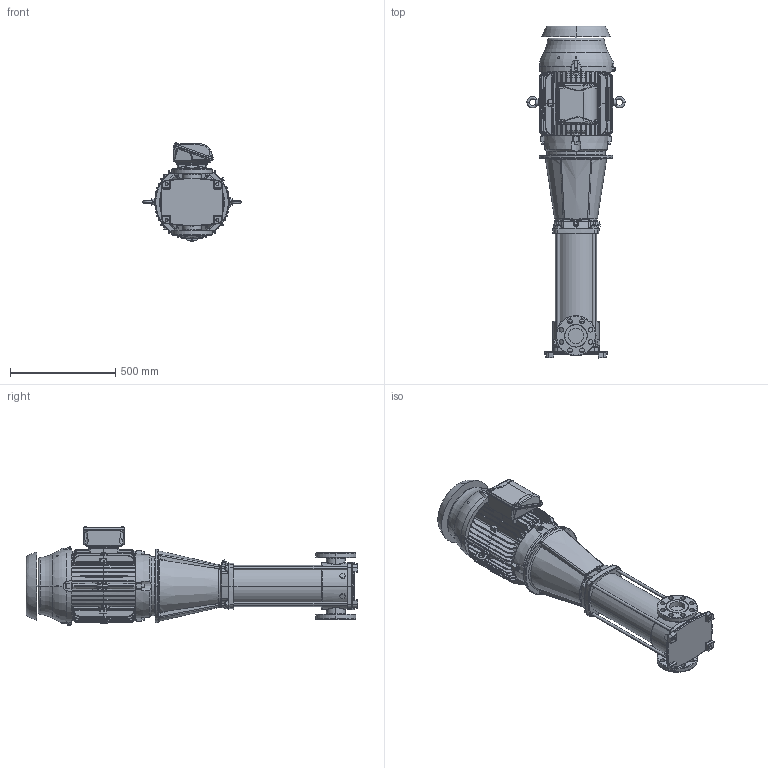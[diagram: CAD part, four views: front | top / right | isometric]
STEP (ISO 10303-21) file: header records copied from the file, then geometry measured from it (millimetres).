
FILE_DESCRIPTION (( 'STEP AP203' ), '1' );
FILE_NAME ('3303102 - MVI-160-6_2-25 HP-284TSC-304-E-230_460~3.step', '2022-03-30T18:55:51', ( '' ), ( '' ), 'SwSTEP 2.0', 'SolidWorks 2021', '' );
FILE_SCHEMA (( 'CONFIG_CONTROL_DESIGN' ));
Length unit declared in the file: inch
Products named in the file (5): sbi_n_32-6-2_flange(NEMA); TEFC MOTOR_2704070 - NEMA V2 25HP 284_6TSC 230_460~3 TEFC; MVI PEO - [304-EPDM]_3304102 - MVI-160-6_2-25 HP-284TSC-304-E-S; 2704070 - NEMA V2 25HP 284_6TSC 230_460~3 TEFC; 3303102 - MVI-160-6_2-25 HP-284TSC-304-E-230_460~3
Assembly tree (4 placements, depth 3):
  3303102 - MVI-160-6_2-25 HP-284TSC-304-E-230_460~3
    MVI PEO - [304-EPDM]_3304102 - MVI-160-6_2-25 HP-284TSC-304-E-S
      sbi_n_32-6-2_flange(NEMA)
    TEFC MOTOR_2704070 - NEMA V2 25HP 284_6TSC 230_460~3 TEFC
      2704070 - NEMA V2 25HP 284_6TSC 230_460~3 TEFC
Bounding box: 465.92 x 1576.35 x 466.9 mm (x, y, z)
Volume: 90379928.2 mm3; surface area: 3470129.7 mm2
Topology: 23 solids, 32 shells, 3300 faces, 8243 edges, 5077 vertices
Faces by surface type: bspline 1041, plane 976, cylinder 944, cone 261, torus 55, sphere 23
Entity records: 165250 total; most frequent: CARTESIAN_POINT 95621, ORIENTED_EDGE 16384, DIRECTION 11934, EDGE_CURVE 8192, VERTEX_POINT 5073, AXIS2_PLACEMENT_3D 4791, EDGE_LOOP 3481, FACE_OUTER_BOUND 3300
